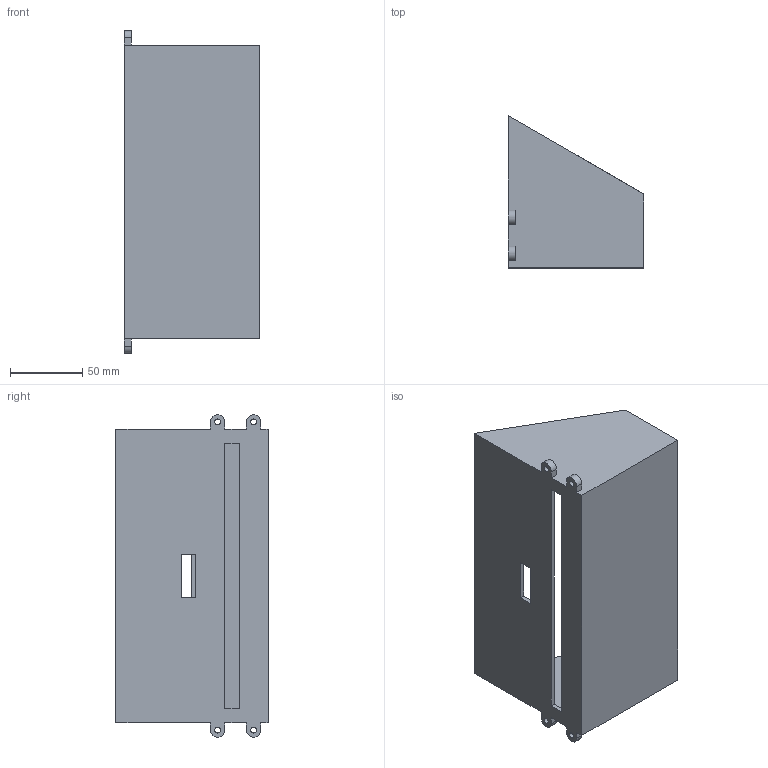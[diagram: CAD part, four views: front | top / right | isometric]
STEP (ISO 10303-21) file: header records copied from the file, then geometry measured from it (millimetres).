
FILE_DESCRIPTION(/* description */ (''),/* implementation_level */ '2;1');
FILE_NAME(/* name */ 'MainBox.stp',/* time_stamp */ '2024-11-24T23:16:25+02:00',/* author */ ('alex2'),/* organization */ (''),/* preprocessor_version */ 'ST-DEVELOPER v19.2',/* originating_system */ 'Autodesk Inventor 2024',/* authorisation */ '');
FILE_SCHEMA (('AUTOMOTIVE_DESIGN { 1 0 10303 214 3 1 1 }'));
Length unit declared in the file: millimetre
Products named in the file (1): MainBox
Bounding box: 94 x 105.54 x 223.9 mm (x, y, z)
Volume: 195553.5 mm3; surface area: 129478.4 mm2
Topology: 1 solids, 1 shells, 47 faces, 132 edges, 88 vertices
Faces by surface type: plane 39, cylinder 8
Full cylindrical faces by diameter (mm): 4 x4
Entity records: 1569 total; most frequent: CARTESIAN_POINT 268, ORIENTED_EDGE 264, DIRECTION 244, EDGE_CURVE 132, LINE 116, VECTOR 116, VERTEX_POINT 88, AXIS2_PLACEMENT_3D 64
